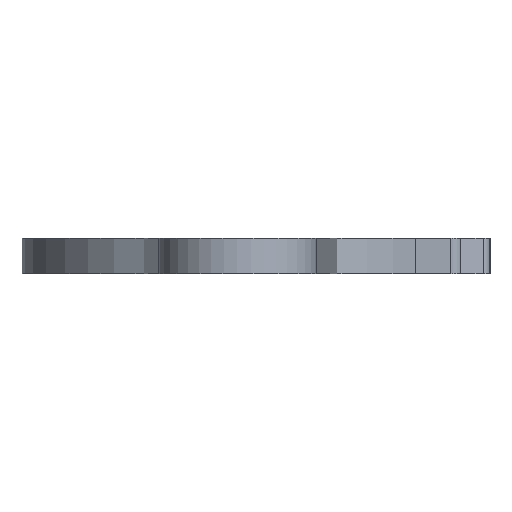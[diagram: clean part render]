
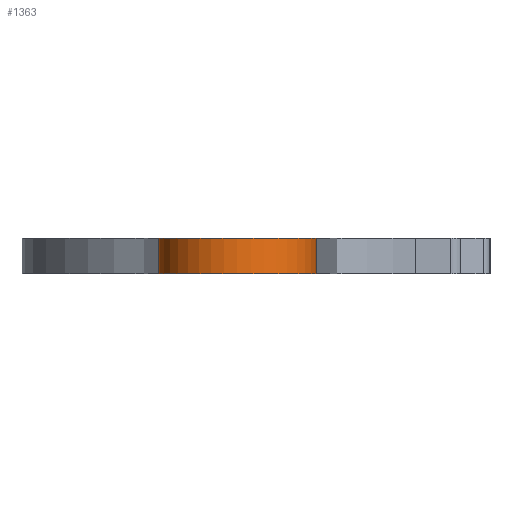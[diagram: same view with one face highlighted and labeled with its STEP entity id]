
A CAD part, front view. The second image highlights one B-rep face of the part: STEP entity #1363.
In plain terms, the highlighted cylindrical face has radius 4.504 mm (diameter 9.008 mm), a partial arc.
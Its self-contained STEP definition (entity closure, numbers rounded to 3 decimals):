
#7 = EDGE_CURVE ( 'NONE', #700, #65, #860, .T. ) ;
#40 = CARTESIAN_POINT ( 'NONE',  ( 4.5, -0.185, 0. ) ) ;
#65 = VERTEX_POINT ( 'NONE', #756 ) ;
#130 = DIRECTION ( 'NONE',  ( 1., 0., 0. ) ) ;
#136 = DIRECTION ( 'NONE',  ( -1., 0., 0. ) ) ;
#144 = DIRECTION ( 'NONE',  ( 0., 0., 1. ) ) ;
#152 = EDGE_CURVE ( 'NONE', #225, #267, #1312, .T. ) ;
#190 = AXIS2_PLACEMENT_3D ( 'NONE', #380, #734, #136 ) ;
#225 = VERTEX_POINT ( 'NONE', #1203 ) ;
#267 = VERTEX_POINT ( 'NONE', #40 ) ;
#299 = EDGE_LOOP ( 'NONE', ( #686, #565, #1461, #1446 ) ) ;
#380 = CARTESIAN_POINT ( 'NONE',  ( 0., 0., 2. ) ) ;
#395 = EDGE_CURVE ( 'NONE', #700, #225, #499, .T. ) ;
#499 = CIRCLE ( 'NONE', #697, 4.504 ) ;
#504 = CARTESIAN_POINT ( 'NONE',  ( -4.5, -0.185, 2. ) ) ;
#565 = ORIENTED_EDGE ( 'NONE', *, *, #152, .F. ) ;
#598 = CYLINDRICAL_SURFACE ( 'NONE', #190, 4.504 ) ;
#608 = CARTESIAN_POINT ( 'NONE',  ( 0., 0., 0. ) ) ;
#648 = CARTESIAN_POINT ( 'NONE',  ( 0., 0., 2. ) ) ;
#686 = ORIENTED_EDGE ( 'NONE', *, *, #709, .T. ) ;
#694 = VECTOR ( 'NONE', #714, 1000. ) ;
#697 = AXIS2_PLACEMENT_3D ( 'NONE', #648, #1479, #1469 ) ;
#700 = VERTEX_POINT ( 'NONE', #1307 ) ;
#709 = EDGE_CURVE ( 'NONE', #65, #267, #864, .T. ) ;
#714 = DIRECTION ( 'NONE',  ( 0., 0., -1. ) ) ;
#734 = DIRECTION ( 'NONE',  ( 0., 0., -1. ) ) ;
#748 = DIRECTION ( 'NONE',  ( 0., 0., -1. ) ) ;
#756 = CARTESIAN_POINT ( 'NONE',  ( -4.5, -0.185, 0. ) ) ;
#860 = LINE ( 'NONE', #504, #694 ) ;
#864 = CIRCLE ( 'NONE', #1325, 4.504 ) ;
#953 = FACE_OUTER_BOUND ( 'NONE', #299, .T. ) ;
#1203 = CARTESIAN_POINT ( 'NONE',  ( 4.5, -0.185, 2. ) ) ;
#1307 = CARTESIAN_POINT ( 'NONE',  ( -4.5, -0.185, 2. ) ) ;
#1312 = LINE ( 'NONE', #1337, #1374 ) ;
#1325 = AXIS2_PLACEMENT_3D ( 'NONE', #608, #144, #130 ) ;
#1337 = CARTESIAN_POINT ( 'NONE',  ( 4.5, -0.185, 2. ) ) ;
#1363 = ADVANCED_FACE ( 'NONE', ( #953 ), #598, .T. ) ;
#1374 = VECTOR ( 'NONE', #748, 1000. ) ;
#1446 = ORIENTED_EDGE ( 'NONE', *, *, #7, .T. ) ;
#1461 = ORIENTED_EDGE ( 'NONE', *, *, #395, .F. ) ;
#1469 = DIRECTION ( 'NONE',  ( 1., 0., 0. ) ) ;
#1479 = DIRECTION ( 'NONE',  ( 0., 0., 1. ) ) ;
